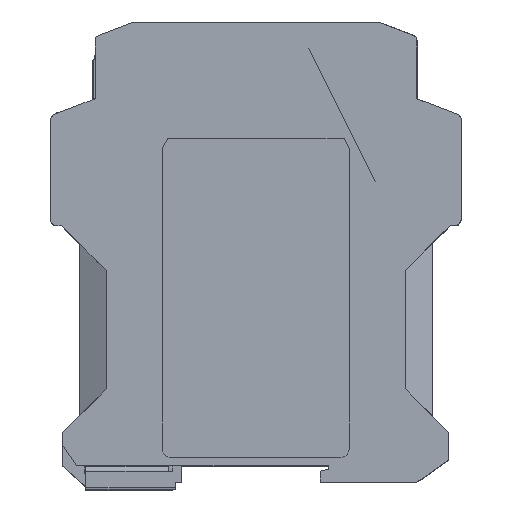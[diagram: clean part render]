
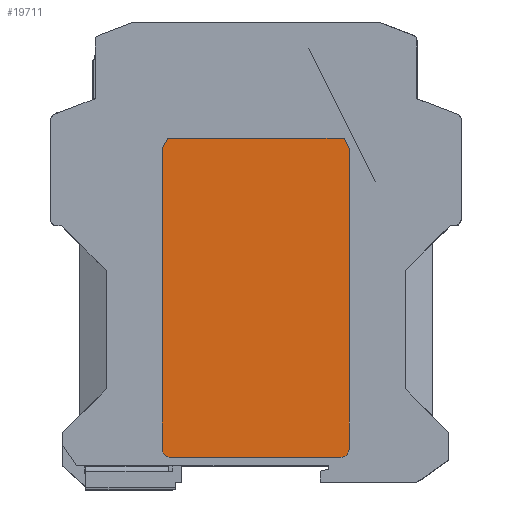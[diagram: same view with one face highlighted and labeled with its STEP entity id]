
A CAD part, top view. The second image highlights one B-rep face of the part: STEP entity #19711.
In plain terms, the highlighted planar face has unit normal (0, 0, 1).
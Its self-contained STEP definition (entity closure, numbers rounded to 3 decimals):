
#9355=DIRECTION('',(-1.,0.,0.));
#9356=VECTOR('',#9355,41.);
#9357=CARTESIAN_POINT('',(20.495,9.503,22.476));
#9358=LINE('',#9357,#9356);
#9362=CARTESIAN_POINT('',(-20.505,11.503,22.476));
#9363=DIRECTION('',(0.,0.,-1.));
#9364=DIRECTION('',(0.,-1.,0.));
#9365=AXIS2_PLACEMENT_3D('',#9362,#9363,#9364);
#9370=DIRECTION('',(0.,1.,0.));
#9371=VECTOR('',#9370,72.556);
#9372=CARTESIAN_POINT('',(-22.505,11.503,22.476));
#9373=LINE('',#9372,#9371);
#9377=DIRECTION('',(0.446,0.895,0.));
#9378=VECTOR('',#9377,2.731);
#9379=CARTESIAN_POINT('',(-22.505,84.059,22.476));
#9380=LINE('',#9379,#9378);
#9384=DIRECTION('',(1.,0.,0.));
#9385=VECTOR('',#9384,42.563);
#9386=CARTESIAN_POINT('',(-21.287,86.503,22.476));
#9387=LINE('',#9386,#9385);
#9391=DIRECTION('',(0.446,-0.895,0.));
#9392=VECTOR('',#9391,2.731);
#9393=CARTESIAN_POINT('',(21.277,86.503,22.476));
#9394=LINE('',#9393,#9392);
#9398=DIRECTION('',(0.,-1.,0.));
#9399=VECTOR('',#9398,72.556);
#9400=CARTESIAN_POINT('',(22.495,84.059,22.476));
#9401=LINE('',#9400,#9399);
#9405=CARTESIAN_POINT('',(20.495,11.503,22.476));
#9406=DIRECTION('',(0.,0.,-1.));
#9407=DIRECTION('',(1.,0.,0.));
#9408=AXIS2_PLACEMENT_3D('',#9405,#9406,#9407);
#12032=CARTESIAN_POINT('',(-20.505,9.503,
22.476));
#12033=VERTEX_POINT('',#12032);
#12034=CARTESIAN_POINT('',(20.495,9.503,22.476));
#12035=VERTEX_POINT('',#12034);
#12036=CARTESIAN_POINT('',(-22.505,11.503,
22.476));
#12037=VERTEX_POINT('',#12036);
#12038=CARTESIAN_POINT('',(-22.505,84.059,
22.476));
#12039=VERTEX_POINT('',#12038);
#12040=CARTESIAN_POINT('',(-21.287,86.503,
22.476));
#12041=VERTEX_POINT('',#12040);
#12042=CARTESIAN_POINT('',(21.277,86.503,22.476));
#12043=VERTEX_POINT('',#12042);
#12044=CARTESIAN_POINT('',(22.495,84.059,22.476));
#12045=VERTEX_POINT('',#12044);
#12046=CARTESIAN_POINT('',(22.495,11.503,22.476));
#12047=VERTEX_POINT('',#12046);
#19696=CARTESIAN_POINT('',(37.195,76.003,22.476));
#19697=DIRECTION('',(0.,0.,1.));
#19698=DIRECTION('',(1.,0.,0.));
#19699=AXIS2_PLACEMENT_3D('',#19696,#19697,#19698);
#19700=PLANE('',#19699);
#19701=ORIENTED_EDGE('',*,*,#19592,.T.);
#19702=ORIENTED_EDGE('',*,*,#19607,.T.);
#19703=ORIENTED_EDGE('',*,*,#19621,.T.);
#19704=ORIENTED_EDGE('',*,*,#19635,.T.);
#19705=ORIENTED_EDGE('',*,*,#19649,.T.);
#19706=ORIENTED_EDGE('',*,*,#19663,.T.);
#19707=ORIENTED_EDGE('',*,*,#19677,.T.);
#19708=ORIENTED_EDGE('',*,*,#19690,.T.);
#19709=EDGE_LOOP('',(#19701,#19702,#19703,#19704,#19705,#19706,#19707,#19708));
#19710=FACE_OUTER_BOUND('',#19709,.F.);
#19711=ADVANCED_FACE('',(#19710),#19700,.T.);
#9366=CIRCLE('',#9365,2.);
#9409=CIRCLE('',#9408,2.);
#19592=EDGE_CURVE('',#12035,#12033,#9358,.T.);
#19607=EDGE_CURVE('',#12033,#12037,#9366,.T.);
#19621=EDGE_CURVE('',#12037,#12039,#9373,.T.);
#19635=EDGE_CURVE('',#12039,#12041,#9380,.T.);
#19649=EDGE_CURVE('',#12041,#12043,#9387,.T.);
#19663=EDGE_CURVE('',#12043,#12045,#9394,.T.);
#19677=EDGE_CURVE('',#12045,#12047,#9401,.T.);
#19690=EDGE_CURVE('',#12047,#12035,#9409,.T.);
